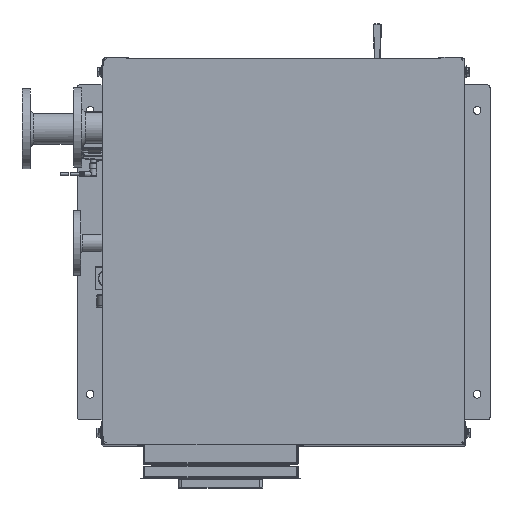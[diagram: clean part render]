
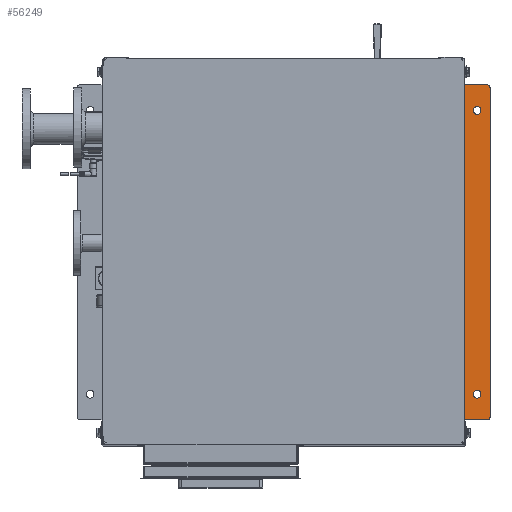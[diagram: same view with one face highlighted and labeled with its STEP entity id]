
A CAD part, top view. The second image highlights one B-rep face of the part: STEP entity #56249.
In plain terms, the highlighted planar face has unit normal (0, 0, 1).
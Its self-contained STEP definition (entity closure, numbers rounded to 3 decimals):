
#4348=LINE('',#89842,#8577);
#4354=LINE('',#89859,#8583);
#4356=LINE('',#89862,#8585);
#4357=LINE('',#89864,#8586);
#8577=VECTOR('',#71851,10.);
#8583=VECTOR('',#71867,10.);
#8585=VECTOR('',#71871,10.);
#8586=VECTOR('',#71874,10.);
#11490=FACE_BOUND('',#16847,.T.);
#11491=FACE_BOUND('',#16848,.T.);
#13434=FACE_OUTER_BOUND('',#16846,.T.);
#16846=EDGE_LOOP('',(#42188,#42189,#42190,#42191,#42192,#42193));
#16847=EDGE_LOOP('',(#42194));
#16848=EDGE_LOOP('',(#42195));
#19884=CIRCLE('',#60830,7.5);
#19886=CIRCLE('',#60833,7.5);
#19888=CIRCLE('',#60836,5.);
#19891=CIRCLE('',#60842,5.);
#23947=VERTEX_POINT('',#89817);
#23949=VERTEX_POINT('',#89823);
#23951=VERTEX_POINT('',#89829);
#23952=VERTEX_POINT('',#89830);
#23956=VERTEX_POINT('',#89840);
#23960=VERTEX_POINT('',#89852);
#23961=VERTEX_POINT('',#89853);
#23962=VERTEX_POINT('',#89858);
#30452=EDGE_CURVE('',#23947,#23947,#19884,.T.);
#30455=EDGE_CURVE('',#23949,#23949,#19886,.T.);
#30458=EDGE_CURVE('',#23951,#23952,#19888,.T.);
#30464=EDGE_CURVE('',#23956,#23951,#4348,.T.);
#30469=EDGE_CURVE('',#23960,#23961,#19891,.T.);
#30472=EDGE_CURVE('',#23961,#23962,#4354,.T.);
#30474=EDGE_CURVE('',#23952,#23960,#4356,.T.);
#30475=EDGE_CURVE('',#23962,#23956,#4357,.T.);
#42188=ORIENTED_EDGE('',*,*,#30458,.F.);
#42189=ORIENTED_EDGE('',*,*,#30464,.F.);
#42190=ORIENTED_EDGE('',*,*,#30475,.F.);
#42191=ORIENTED_EDGE('',*,*,#30472,.F.);
#42192=ORIENTED_EDGE('',*,*,#30469,.F.);
#42193=ORIENTED_EDGE('',*,*,#30474,.F.);
#42194=ORIENTED_EDGE('',*,*,#30452,.T.);
#42195=ORIENTED_EDGE('',*,*,#30455,.T.);
#50682=PLANE('',#60845);
#56249=ADVANCED_FACE('',(#13434,#11490,#11491),#50682,.T.);
#60830=AXIS2_PLACEMENT_3D('',#89818,#71827,#71828);
#60833=AXIS2_PLACEMENT_3D('',#89824,#71834,#71835);
#60836=AXIS2_PLACEMENT_3D('',#89831,#71841,#71842);
#60842=AXIS2_PLACEMENT_3D('',#89854,#71861,#71862);
#60845=AXIS2_PLACEMENT_3D('',#89863,#71872,#71873);
#71827=DIRECTION('center_axis',(0.,0.,-1.));
#71828=DIRECTION('ref_axis',(1.,0.,0.));
#71834=DIRECTION('center_axis',(0.,0.,-1.));
#71835=DIRECTION('ref_axis',(1.,0.,0.));
#71841=DIRECTION('center_axis',(0.,0.,-1.));
#71842=DIRECTION('ref_axis',(0.707,0.707,0.));
#71851=DIRECTION('',(1.,0.,0.));
#71861=DIRECTION('center_axis',(0.,0.,-1.));
#71862=DIRECTION('ref_axis',(0.707,-0.707,0.));
#71867=DIRECTION('',(-1.,0.,0.));
#71871=DIRECTION('',(0.,-1.,0.));
#71872=DIRECTION('center_axis',(0.,0.,1.));
#71873=DIRECTION('ref_axis',(1.,0.,0.));
#71874=DIRECTION('',(0.,1.,0.));
#89817=CARTESIAN_POINT('',(367.5,275.,3.));
#89818=CARTESIAN_POINT('Origin',(375.,275.,3.));
#89823=CARTESIAN_POINT('',(367.5,-275.,3.));
#89824=CARTESIAN_POINT('Origin',(375.,-275.,3.));
#89829=CARTESIAN_POINT('',(395.,324.5,3.));
#89830=CARTESIAN_POINT('',(400.,319.5,3.));
#89831=CARTESIAN_POINT('Origin',(395.,319.5,3.));
#89840=CARTESIAN_POINT('',(350.,324.5,3.));
#89842=CARTESIAN_POINT('',(400.,324.5,3.));
#89852=CARTESIAN_POINT('',(400.,-319.5,3.));
#89853=CARTESIAN_POINT('',(395.,-324.5,3.));
#89854=CARTESIAN_POINT('Origin',(395.,-319.5,3.));
#89858=CARTESIAN_POINT('',(350.,-324.5,3.));
#89859=CARTESIAN_POINT('',(347.,-324.5,3.));
#89862=CARTESIAN_POINT('',(400.,-324.5,3.));
#89863=CARTESIAN_POINT('Origin',(373.5,0.,3.));
#89864=CARTESIAN_POINT('',(350.,324.5,3.));
